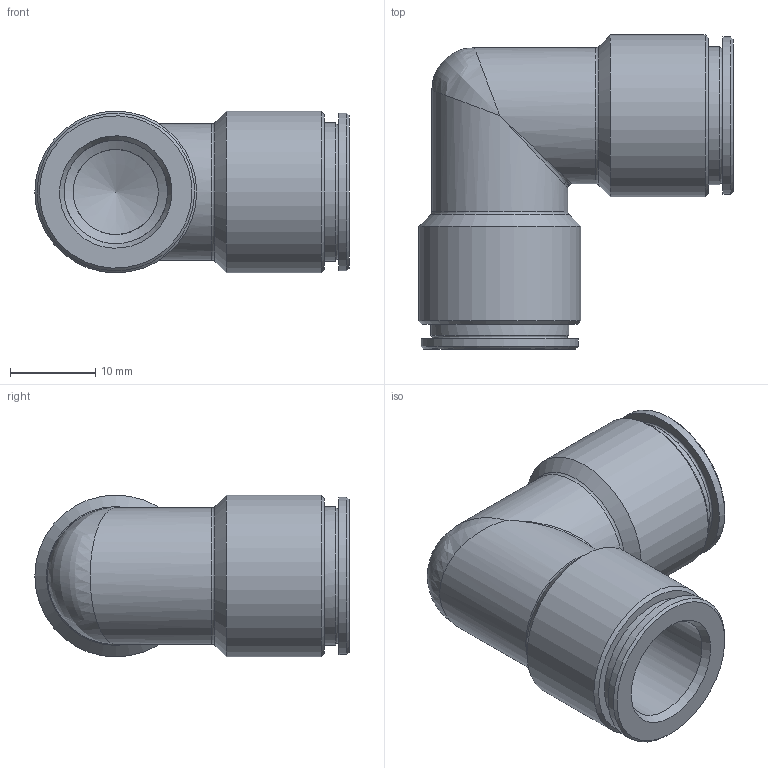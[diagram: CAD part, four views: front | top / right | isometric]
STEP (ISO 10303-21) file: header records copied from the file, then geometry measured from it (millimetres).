
FILE_DESCRIPTION( ( 'STEP AP214' ), '1' );
FILE_NAME( 'psolqas_13524_8.stp', '2020-12-01T17:18:20', ( 'License CC BY-ND 4.0' ), ( 'CADENAS' ), ' ', 'PARTsolutions', ' ' );
FILE_SCHEMA( ( 'AUTOMOTIVE_DESIGN { 1 0 10303 214 1 1 1 1 }' ) );
Length unit declared in the file: metre
Products named in the file (1): Rivoluzione2
Bounding box: 36.9 x 36.9 x 19 mm (x, y, z)
Volume: 7130.2 mm3; surface area: 5680.8 mm2
Topology: 1 solids, 1 shells, 40 faces, 88 edges, 48 vertices
Faces by surface type: cylinder 16, cone 12, plane 6, torus 4, bspline 2
Full cylindrical faces by diameter (mm): 10 x2, 12.15 x2, 16 x2, 16.25 x2, 18.5 x2, 19 x2
Entity records: 1465 total; most frequent: CARTESIAN_POINT 468, DIRECTION 146, ORIENTED_EDGE 90, AXIS2_PLACEMENT_3D 73, EDGE_LOOP 72, FACE_OUTER_BOUND 56, EDGE_CURVE 45, STYLED_ITEM 40
